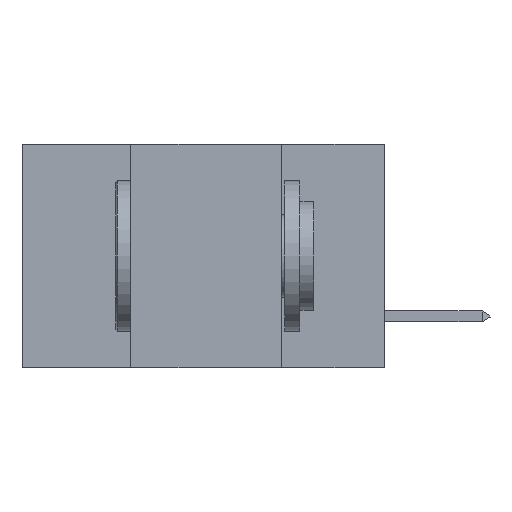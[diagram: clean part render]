
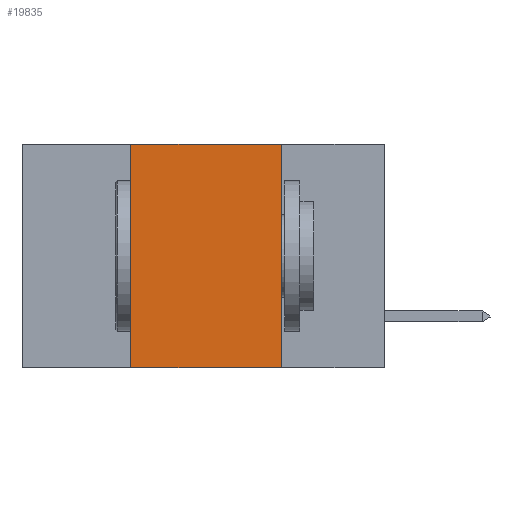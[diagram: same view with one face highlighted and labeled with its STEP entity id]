
A CAD part, left-side view. The second image highlights one B-rep face of the part: STEP entity #19835.
In plain terms, the highlighted planar face has unit normal (-1, 0, 0).
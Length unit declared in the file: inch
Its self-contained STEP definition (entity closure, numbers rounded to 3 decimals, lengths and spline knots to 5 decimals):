
#912 = ORIENTED_EDGE ( 'NONE', *, *, #38199, .F. ) ;
#1473 = LINE ( 'NONE', #34756, #38263 ) ;
#1639 = DIRECTION ( 'NONE',  ( 0., 0., -1. ) ) ;
#2045 = CARTESIAN_POINT ( 'NONE',  ( 0., 0.6, 0. ) ) ;
#2650 = VECTOR ( 'NONE', #12265, 39.37008 ) ;
#3768 = AXIS2_PLACEMENT_3D ( 'NONE', #2045, #8271, #1639 ) ;
#3990 = FACE_OUTER_BOUND ( 'NONE', #27633, .T. ) ;
#6181 = VERTEX_POINT ( 'NONE', #19428 ) ;
#6325 = LINE ( 'NONE', #20241, #40128 ) ;
#8271 = DIRECTION ( 'NONE',  ( 1., 0., 0. ) ) ;
#8571 = DIRECTION ( 'NONE',  ( 0., -1., 0. ) ) ;
#8986 = CARTESIAN_POINT ( 'NONE',  ( 0., 0.6, 0. ) ) ;
#9333 = CARTESIAN_POINT ( 'NONE',  ( 0., 0.17, -0.37 ) ) ;
#11624 = ORIENTED_EDGE ( 'NONE', *, *, #28337, .T. ) ;
#12265 = DIRECTION ( 'NONE',  ( 0., -1., 0. ) ) ;
#14772 = VERTEX_POINT ( 'NONE', #9333 ) ;
#18089 = VERTEX_POINT ( 'NONE', #40933 ) ;
#19428 = CARTESIAN_POINT ( 'NONE',  ( 0., 0.42, -0.37 ) ) ;
#19835 = ADVANCED_FACE ( 'NONE', ( #3990 ), #31161, .F. ) ;
#20068 = VECTOR ( 'NONE', #40811, 39.37008 ) ;
#20241 = CARTESIAN_POINT ( 'NONE',  ( 0., 0.17, 0. ) ) ;
#20379 = EDGE_CURVE ( 'NONE', #6181, #18089, #39209, .T. ) ;
#21113 = ORIENTED_EDGE ( 'NONE', *, *, #20379, .F. ) ;
#21487 = EDGE_CURVE ( 'NONE', #38730, #14772, #6325, .T. ) ;
#21918 = CARTESIAN_POINT ( 'NONE',  ( 0., 0.42, 0. ) ) ;
#23463 = DIRECTION ( 'NONE',  ( 0., 0., -1. ) ) ;
#27342 = LINE ( 'NONE', #8986, #2650 ) ;
#27633 = EDGE_LOOP ( 'NONE', ( #39386, #912, #21113, #11624 ) ) ;
#28337 = EDGE_CURVE ( 'NONE', #6181, #14772, #1473, .T. ) ;
#31161 = PLANE ( 'NONE',  #3768 ) ;
#34756 = CARTESIAN_POINT ( 'NONE',  ( 0., 0.6, -0.37 ) ) ;
#36970 = CARTESIAN_POINT ( 'NONE',  ( 0., 0.17, 0. ) ) ;
#38199 = EDGE_CURVE ( 'NONE', #18089, #38730, #27342, .T. ) ;
#38263 = VECTOR ( 'NONE', #8571, 39.37008 ) ;
#38730 = VERTEX_POINT ( 'NONE', #36970 ) ;
#39209 = LINE ( 'NONE', #21918, #20068 ) ;
#39386 = ORIENTED_EDGE ( 'NONE', *, *, #21487, .F. ) ;
#40128 = VECTOR ( 'NONE', #23463, 39.37008 ) ;
#40811 = DIRECTION ( 'NONE',  ( 0., 0., 1. ) ) ;
#40933 = CARTESIAN_POINT ( 'NONE',  ( 0., 0.42, 0. ) ) ;
